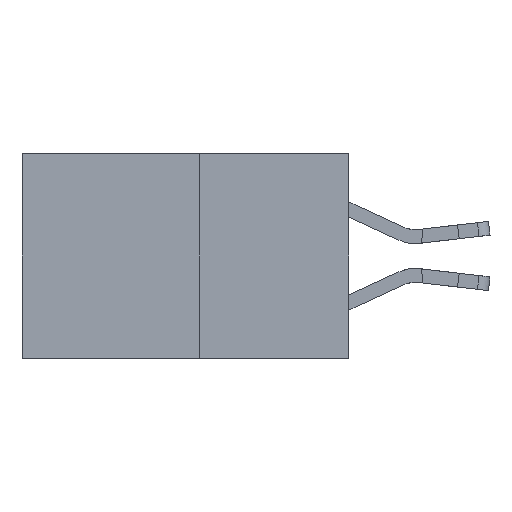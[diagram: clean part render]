
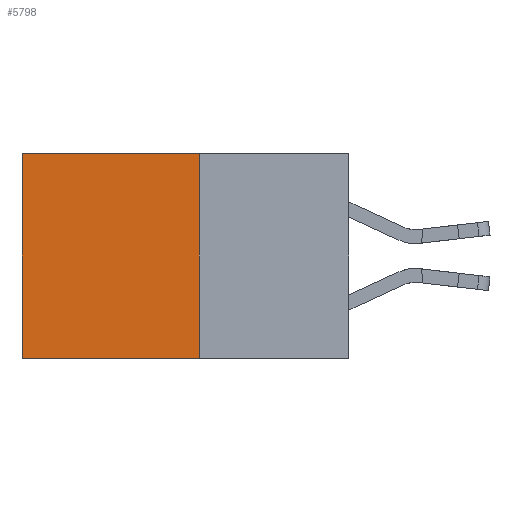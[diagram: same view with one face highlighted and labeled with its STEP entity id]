
A CAD part, left-side view. The second image highlights one B-rep face of the part: STEP entity #5798.
In plain terms, the highlighted planar face has unit normal (-1, 0, 0).
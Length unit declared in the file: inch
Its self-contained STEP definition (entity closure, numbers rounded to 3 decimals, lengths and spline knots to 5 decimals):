
#563 = LINE ( 'NONE', #7463, #7310 ) ;
#877 = VERTEX_POINT ( 'NONE', #4065 ) ;
#1048 = AXIS2_PLACEMENT_3D ( 'NONE', #9636, #3268, #6709 ) ;
#1309 = EDGE_CURVE ( 'NONE', #877, #3603, #5040, .T. ) ;
#2699 = EDGE_CURVE ( 'NONE', #877, #13655, #563, .T. ) ;
#2805 = EDGE_CURVE ( 'NONE', #13655, #14358, #9172, .T. ) ;
#3033 = ORIENTED_EDGE ( 'NONE', *, *, #2805, .T. ) ;
#3268 = DIRECTION ( 'NONE',  ( 1., 0., 0. ) ) ;
#3412 = CARTESIAN_POINT ( 'NONE',  ( 0.277, 0.27, -0.37 ) ) ;
#3603 = VERTEX_POINT ( 'NONE', #16026 ) ;
#4065 = CARTESIAN_POINT ( 'NONE',  ( 0.277, 0.27, 0. ) ) ;
#5040 = LINE ( 'NONE', #7935, #12490 ) ;
#5231 = DIRECTION ( 'NONE',  ( 0., 0., -1. ) ) ;
#5627 = VECTOR ( 'NONE', #14278, 39.37008 ) ;
#5798 = ADVANCED_FACE ( 'NONE', ( #13339 ), #12620, .F. ) ;
#6472 = CARTESIAN_POINT ( 'NONE',  ( 0.277, 0.59, 0. ) ) ;
#6709 = DIRECTION ( 'NONE',  ( 0., 0., -1. ) ) ;
#7310 = VECTOR ( 'NONE', #16250, 39.37008 ) ;
#7452 = EDGE_LOOP ( 'NONE', ( #3033, #11432, #8270, #9223 ) ) ;
#7463 = CARTESIAN_POINT ( 'NONE',  ( 0.277, 0.27, 0. ) ) ;
#7813 = CARTESIAN_POINT ( 'NONE',  ( 0.277, 0.59, -0.37 ) ) ;
#7935 = CARTESIAN_POINT ( 'NONE',  ( 0.277, 0.27, -0.37 ) ) ;
#8270 = ORIENTED_EDGE ( 'NONE', *, *, #1309, .F. ) ;
#8419 = LINE ( 'NONE', #3412, #14858 ) ;
#8576 = EDGE_CURVE ( 'NONE', #3603, #14358, #8419, .T. ) ;
#9172 = LINE ( 'NONE', #14795, #5627 ) ;
#9223 = ORIENTED_EDGE ( 'NONE', *, *, #2699, .T. ) ;
#9636 = CARTESIAN_POINT ( 'NONE',  ( 0.277, 0.27, -0.37 ) ) ;
#10576 = DIRECTION ( 'NONE',  ( 0., 1., 0. ) ) ;
#11432 = ORIENTED_EDGE ( 'NONE', *, *, #8576, .F. ) ;
#12490 = VECTOR ( 'NONE', #5231, 39.37008 ) ;
#12620 = PLANE ( 'NONE',  #1048 ) ;
#13339 = FACE_OUTER_BOUND ( 'NONE', #7452, .T. ) ;
#13655 = VERTEX_POINT ( 'NONE', #6472 ) ;
#14278 = DIRECTION ( 'NONE',  ( 0., 0., -1. ) ) ;
#14358 = VERTEX_POINT ( 'NONE', #7813 ) ;
#14795 = CARTESIAN_POINT ( 'NONE',  ( 0.277, 0.59, -0.37 ) ) ;
#14858 = VECTOR ( 'NONE', #10576, 39.37008 ) ;
#16026 = CARTESIAN_POINT ( 'NONE',  ( 0.277, 0.27, -0.37 ) ) ;
#16250 = DIRECTION ( 'NONE',  ( 0., 1., 0. ) ) ;
